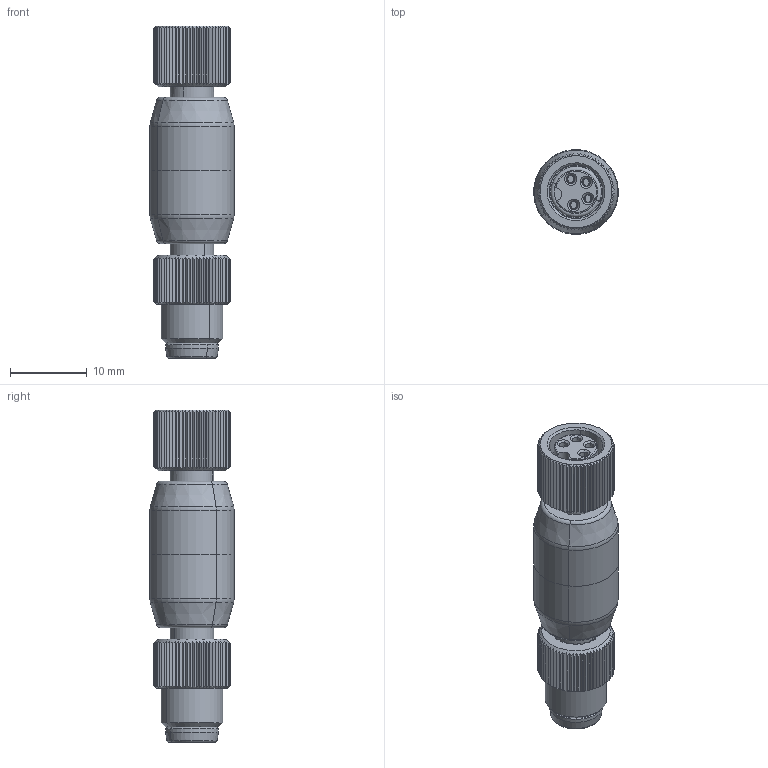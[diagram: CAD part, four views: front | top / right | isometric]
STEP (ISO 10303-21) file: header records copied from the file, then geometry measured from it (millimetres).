
FILE_DESCRIPTION(('CATIA V5 STEP Exchange','CAx-IF Rec.Pracs.--- Model Styling and Organization---1.4--- 2014-01-23'),'2;1');
FILE_NAME ('373780-3_0_1288000000_1288000000.stp','2020-11-11T14:17:18+00:00',('none'),('Weidmueller'),'CATIA Version 5-6 Release 2016 SP3 HF44','CATIA V5 STEP AP214','none');
FILE_SCHEMA(('AUTOMOTIVE_DESIGN { 1 0 10303 214 1 1 1 1 }'));
Length unit declared in the file: millimetre
Products named in the file (1): 1288000000
Bounding box: 10.96 x 10.96 x 43.14 mm (x, y, z)
Volume: 2865.2 mm3; surface area: 3845.4 mm2
Topology: 17 solids, 17 shells, 976 faces, 2625 edges, 1708 vertices
Faces by surface type: cylinder 404, plane 401, cone 102, torus 45, bspline 16, sphere 6, revolution 2
Entity records: 30686 total; most frequent: CARTESIAN_POINT 8898, ORIENTED_EDGE 5226, DIRECTION 3235, EDGE_CURVE 2613, VERTEX_POINT 1708, AXIS2_PLACEMENT_3D 1635, EDGE_LOOP 1039, ADVANCED_FACE 976
